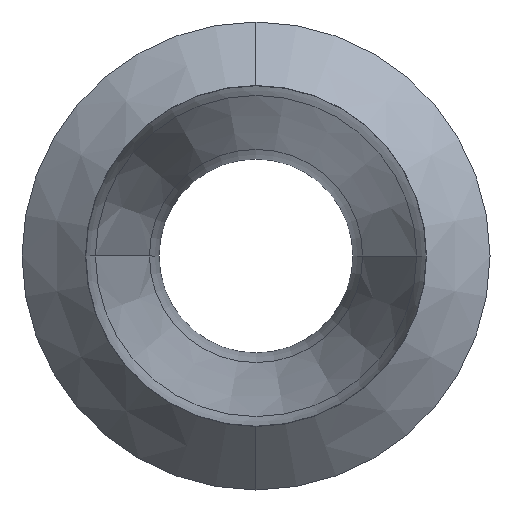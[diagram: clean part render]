
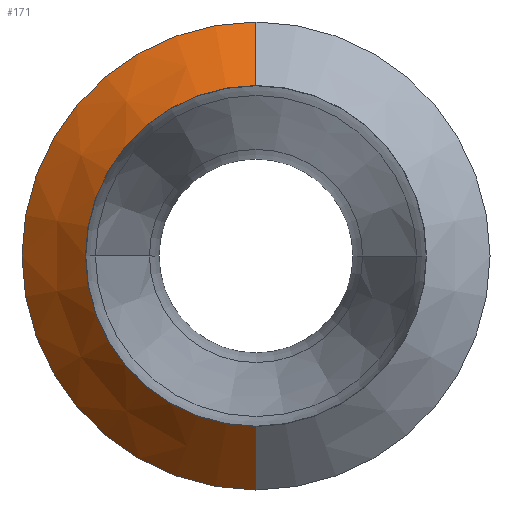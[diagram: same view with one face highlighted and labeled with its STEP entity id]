
A CAD part, left-side view. The second image highlights one B-rep face of the part: STEP entity #171.
In plain terms, the highlighted conical face has half-angle 45 degrees and reference radius 12.17 mm.
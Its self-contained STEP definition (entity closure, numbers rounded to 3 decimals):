
#1 = DIRECTION ( 'NONE',  ( 1., 0., 0. ) ) ;
#2 = DIRECTION ( 'NONE',  ( 0.707, 0., -0.707 ) ) ;
#5 = EDGE_CURVE ( 'NONE', #25, #128, #642, .T. ) ;
#13 = CARTESIAN_POINT ( 'NONE',  ( 0., 0., -12.17 ) ) ;
#21 = EDGE_LOOP ( 'NONE', ( #690, #283, #108, #576 ) ) ;
#25 = VERTEX_POINT ( 'NONE', #13 ) ;
#48 = AXIS2_PLACEMENT_3D ( 'NONE', #529, #1, #470 ) ;
#108 = ORIENTED_EDGE ( 'NONE', *, *, #633, .F. ) ;
#116 = CARTESIAN_POINT ( 'NONE',  ( 0., 0., 12.17 ) ) ;
#128 = VERTEX_POINT ( 'NONE', #550 ) ;
#153 = VERTEX_POINT ( 'NONE', #207 ) ;
#171 = ADVANCED_FACE ( 'NONE', ( #498 ), #473, .T. ) ;
#202 = DIRECTION ( 'NONE',  ( 1., 0., 0. ) ) ;
#207 = CARTESIAN_POINT ( 'NONE',  ( 4.53, 0., 16.7 ) ) ;
#231 = VECTOR ( 'NONE', #246, 1000. ) ;
#246 = DIRECTION ( 'NONE',  ( 0.707, 0., 0.707 ) ) ;
#283 = ORIENTED_EDGE ( 'NONE', *, *, #524, .T. ) ;
#297 = DIRECTION ( 'NONE',  ( 0., 0., -1. ) ) ;
#360 = AXIS2_PLACEMENT_3D ( 'NONE', #446, #202, #442 ) ;
#407 = LINE ( 'NONE', #116, #231 ) ;
#442 = DIRECTION ( 'NONE',  ( 0., 0., -1. ) ) ;
#446 = CARTESIAN_POINT ( 'NONE',  ( 0., 0., 0. ) ) ;
#464 = VERTEX_POINT ( 'NONE', #543 ) ;
#470 = DIRECTION ( 'NONE',  ( 0., 0., -1. ) ) ;
#473 = CONICAL_SURFACE ( 'NONE', #360, 12.17, 0.785 ) ;
#498 = FACE_OUTER_BOUND ( 'NONE', #21, .T. ) ;
#524 = EDGE_CURVE ( 'NONE', #464, #153, #407, .T. ) ;
#529 = CARTESIAN_POINT ( 'NONE',  ( 4.53, 0., 0. ) ) ;
#530 = CARTESIAN_POINT ( 'NONE',  ( 0., 0., -12.17 ) ) ;
#543 = CARTESIAN_POINT ( 'NONE',  ( 0., 0., 12.17 ) ) ;
#550 = CARTESIAN_POINT ( 'NONE',  ( 4.53, 0., -16.7 ) ) ;
#576 = ORIENTED_EDGE ( 'NONE', *, *, #5, .F. ) ;
#577 = VECTOR ( 'NONE', #2, 1000. ) ;
#588 = DIRECTION ( 'NONE',  ( -1., 0., 0. ) ) ;
#632 = AXIS2_PLACEMENT_3D ( 'NONE', #643, #588, #297 ) ;
#633 = EDGE_CURVE ( 'NONE', #128, #153, #689, .T. ) ;
#642 = LINE ( 'NONE', #530, #577 ) ;
#643 = CARTESIAN_POINT ( 'NONE',  ( 0., 0., 0. ) ) ;
#678 = EDGE_CURVE ( 'NONE', #464, #25, #712, .T. ) ;
#689 = CIRCLE ( 'NONE', #48, 16.7 ) ;
#690 = ORIENTED_EDGE ( 'NONE', *, *, #678, .F. ) ;
#712 = CIRCLE ( 'NONE', #632, 12.17 ) ;
